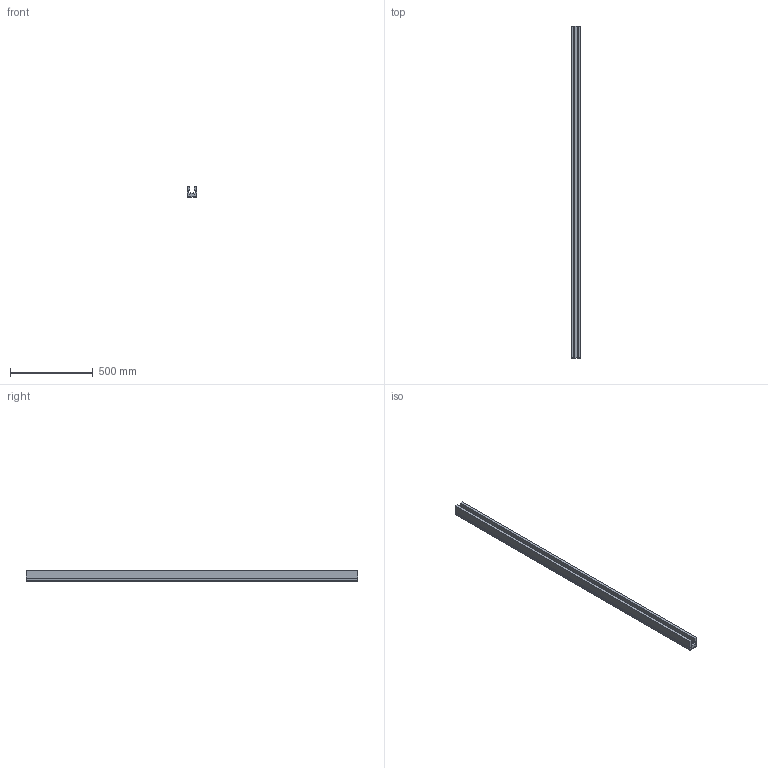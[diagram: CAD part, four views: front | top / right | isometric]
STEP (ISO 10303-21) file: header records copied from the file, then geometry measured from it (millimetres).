
FILE_DESCRIPTION(('STEP AP214'),'1');
FILE_NAME('cctmp_84E79966-C911-4B75-9015-5E92D8634A9F_2023_6_20_9_50_31_574..stp','2023-06-20T07:50:31',('Murtfeldt Kunststoffe GmbH & Co.KG'),('CADClick - www.CADClick.com'),'Spatial InterOp 3D',' ','unknown authorization');
FILE_SCHEMA(('AUTOMOTIVE_DESIGN'));
Length unit declared in the file: millimetre
Products named in the file (3): 221320036
Assembly tree (2 placements, depth 2):
  (unnamed)
    221320036
    221320036
Bounding box: 60 x 2000 x 65 mm (x, y, z)
Volume: 5070245.8 mm3; surface area: 1210132.6 mm2
Topology: 2 solids, 2 shells, 52 faces, 144 edges, 96 vertices
Faces by surface type: plane 44, cylinder 8
Entity records: 2140 total; most frequent: CARTESIAN_POINT 295, ORIENTED_EDGE 288, DIRECTION 270, EDGE_CURVE 144, LINE 128, VECTOR 128, VERTEX_POINT 96, AXIS2_PLACEMENT_3D 71
